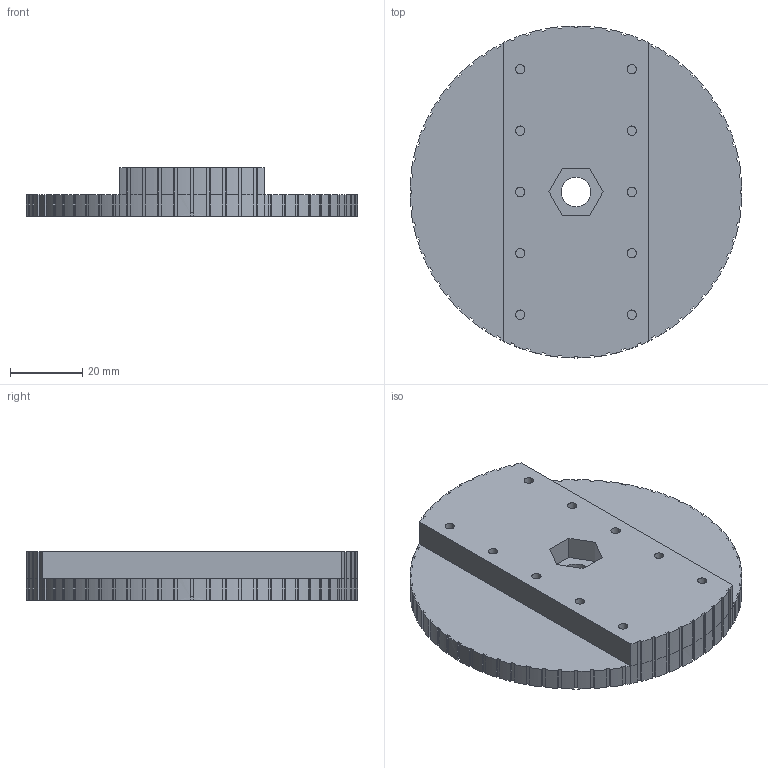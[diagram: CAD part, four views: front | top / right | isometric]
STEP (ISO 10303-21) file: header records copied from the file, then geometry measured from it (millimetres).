
FILE_DESCRIPTION(('FreeCAD Model'),'2;1');
FILE_NAME('TiltShoulderPlateBearingSide.step', '2020-11-26T03:10:29',('Author'),(''), 'Open CASCADE STEP processor 7.3','FreeCAD','Unknown');
FILE_SCHEMA(('AUTOMOTIVE_DESIGN { 1 0 10303 214 1 1 1 1 }'));
Length unit declared in the file: millimetre
Products named in the file (1): TiltShoulderPlateBearingSide
Bounding box: 91.99 x 91.99 x 13.5 mm (x, y, z)
Volume: 64330.1 mm3; surface area: 18814.2 mm2
Topology: 1 solids, 1 shells, 342 faces, 959 edges, 630 vertices
Faces by surface type: plane 243, cylinder 99
Full cylindrical faces by diameter (mm): 2.6 x10, 8.2 x1
Entity records: 22765 total; most frequent: CARTESIAN_POINT 4495, DIRECTION 3096, ORIENTED_EDGE 1918, PCURVE 1918, DEFINITIONAL_REPRESENTATION 1918, LINE 1896, VECTOR 1896, EDGE_CURVE 959
